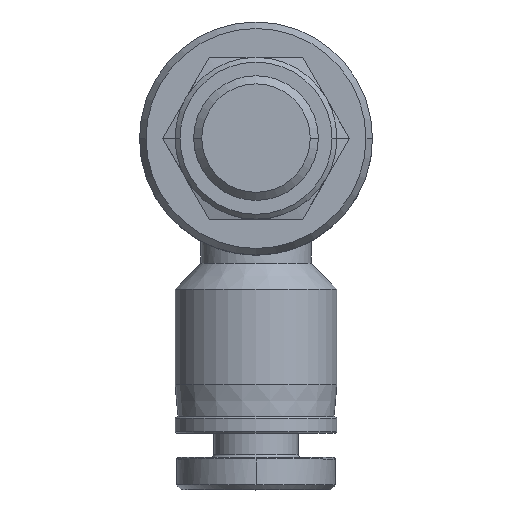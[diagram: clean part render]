
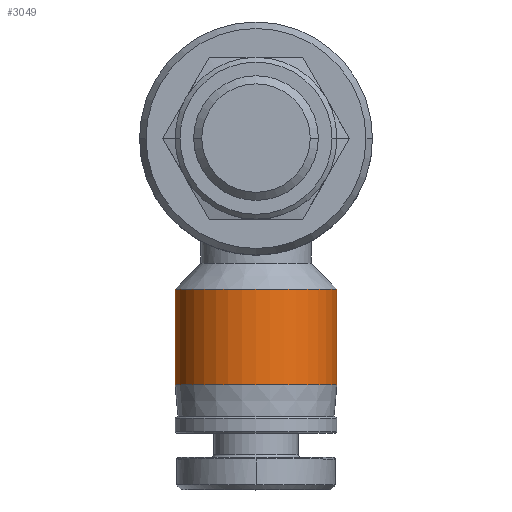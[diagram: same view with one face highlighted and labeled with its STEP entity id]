
A CAD part, top view. The second image highlights one B-rep face of the part: STEP entity #3049.
In plain terms, the highlighted cylindrical face has radius 5 mm (diameter 10 mm), a partial arc.
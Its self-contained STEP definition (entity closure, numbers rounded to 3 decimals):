
#365=CARTESIAN_POINT('',(-5.0,-2.05,-3.55));
#366=VERTEX_POINT('',#365);
#373=CARTESIAN_POINT('',(5.0,-2.05,-3.55));
#374=VERTEX_POINT('',#373);
#375=CARTESIAN_POINT('',(0.0,-2.05,-3.55));
#376=DIRECTION('',(0.0,1.0,0.0));
#377=DIRECTION('',(-1.0,0.0,0.0));
#378=AXIS2_PLACEMENT_3D('',#375,#376,#377);
#379=CIRCLE('',#378,5.0);
#380=EDGE_CURVE('',#366,#374,#379,.T.);
#403=CARTESIAN_POINT('',(5.0,-7.95,-3.55));
#404=VERTEX_POINT('',#403);
#405=CARTESIAN_POINT('',(5.0,-7.95,-3.55));
#406=DIRECTION('',(0.0,1.0,0.0));
#407=VECTOR('',#406,5.9);
#408=LINE('',#405,#407);
#409=EDGE_CURVE('',#404,#374,#408,.T.);
#411=CARTESIAN_POINT('',(-5.0,-7.95,-3.55));
#412=VERTEX_POINT('',#411);
#420=CARTESIAN_POINT('',(-5.0,-7.95,-3.55));
#421=DIRECTION('',(0.0,1.0,0.0));
#422=VECTOR('',#421,5.9);
#423=LINE('',#420,#422);
#424=EDGE_CURVE('',#412,#366,#423,.T.);
#3028=CARTESIAN_POINT('',(0.0,-7.95,-3.55));
#3029=DIRECTION('',(0.0,-1.0,0.0));
#3030=DIRECTION('',(-1.0,0.0,0.0));
#3031=AXIS2_PLACEMENT_3D('',#3028,#3029,#3030);
#3032=CIRCLE('',#3031,5.0);
#3033=EDGE_CURVE('',#404,#412,#3032,.T.);
#3038=CARTESIAN_POINT('',(0.0,-0.45,-3.55));
#3039=DIRECTION('',(0.0,-1.0,0.0));
#3040=DIRECTION('',(1.0,0.0,0.0));
#3041=AXIS2_PLACEMENT_3D('',#3038,#3039,#3040);
#3042=CYLINDRICAL_SURFACE('',#3041,5.0);
#3043=ORIENTED_EDGE('',*,*,#409,.T.);
#3044=ORIENTED_EDGE('',*,*,#380,.F.);
#3045=ORIENTED_EDGE('',*,*,#424,.F.);
#3046=ORIENTED_EDGE('',*,*,#3033,.F.);
#3047=EDGE_LOOP('',(#3043,#3044,#3045,#3046));
#3048=FACE_OUTER_BOUND('',#3047,.T.);
#3049=ADVANCED_FACE('',(#3048),#3042,.T.);
